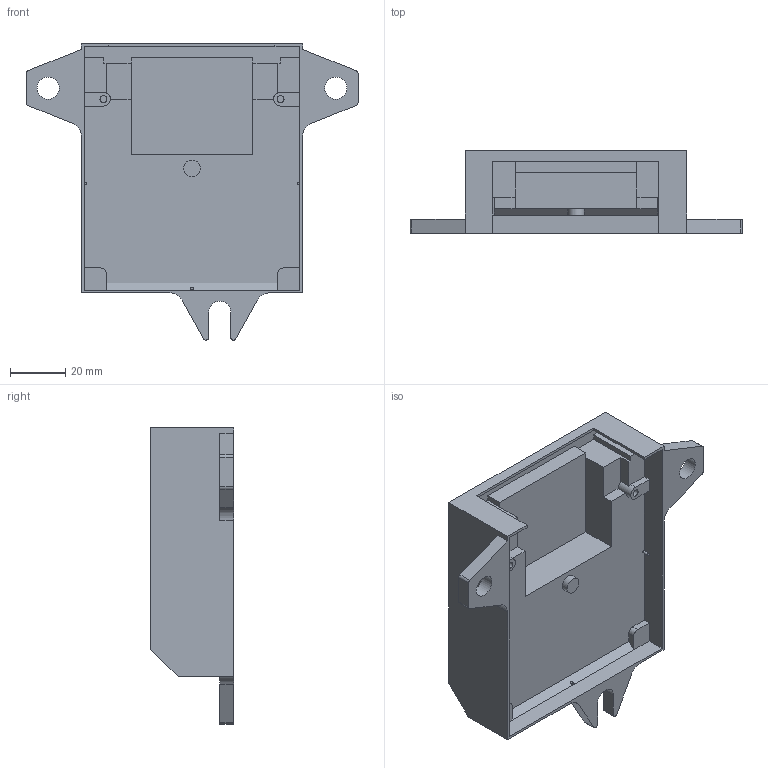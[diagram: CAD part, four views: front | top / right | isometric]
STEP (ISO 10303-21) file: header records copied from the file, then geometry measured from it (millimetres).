
FILE_DESCRIPTION(/* description */ (''),/* implementation_level */ '2;1');
FILE_NAME(/* name */ 'f132090e-64ac-4223-a864-30c253b2ba00.stp',/* time_stamp */ '2023-05-16T01:34:42Z',/* author */ (''),/* organization */ (''),/* preprocessor_version */ 'ST-DEVELOPER v19.2',/* originating_system */ 'Autodesk Translation Framework v12.6.0.85',/* authorisation */ '');
FILE_SCHEMA (('AUTOMOTIVE_DESIGN { 1 0 10303 214 3 1 1 }'));
Length unit declared in the file: millimetre
Products named in the file (1): HS19_singlepiece_single_material
Bounding box: 120 x 30 x 107.1 mm (x, y, z)
Volume: 49912.8 mm3; surface area: 45350.6 mm2
Topology: 1 solids, 1 shells, 209 faces, 617 edges, 405 vertices
Faces by surface type: plane 165, cylinder 44
Full cylindrical faces by diameter (mm): 1 x1, 2.529 x2, 6 x1, 7 x2, 8 x4
Entity records: 6973 total; most frequent: ORIENTED_EDGE 1238, CARTESIAN_POINT 1234, DIRECTION 1134, EDGE_CURVE 619, LINE 524, VECTOR 524, VERTEX_POINT 405, AXIS2_PLACEMENT_3D 305
